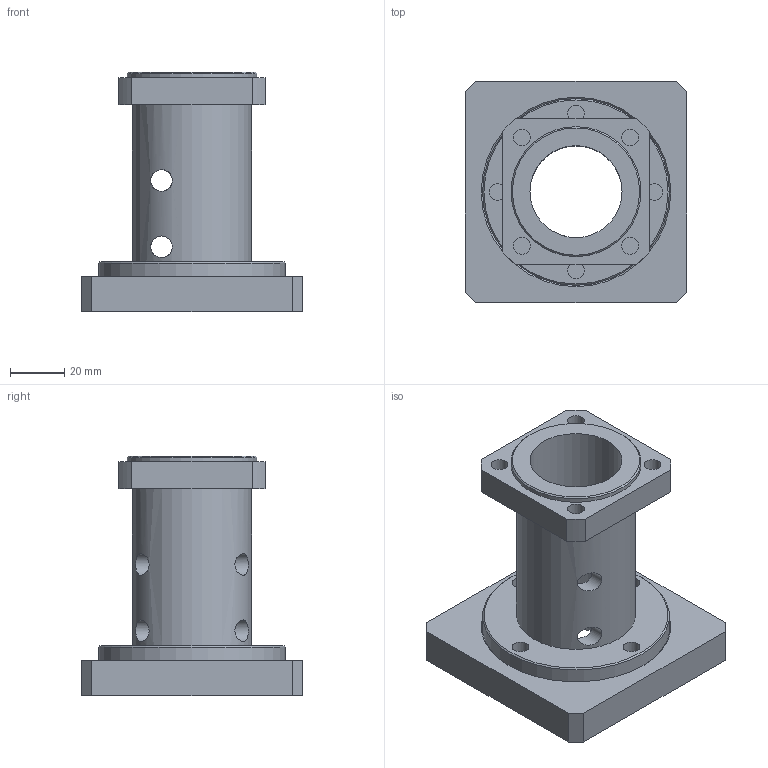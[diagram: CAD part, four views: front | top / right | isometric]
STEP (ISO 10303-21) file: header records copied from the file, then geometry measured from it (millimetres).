
FILE_DESCRIPTION(/* description */ (''),/* implementation_level */ '2;1');
FILE_NAME(/* name */ 'VK CTV145_MTV80 82 X 82 GESM14.stp',/* time_stamp */ '2015-08-27T12:16:09+01:00',/* author */ ('Hypex'),/* organization */ ('Hypex'),/* preprocessor_version */ 'ST-DEVELOPER v15.2',/* originating_system */ 'Autodesk Inventor 2014',/* authorisation */ '');
FILE_SCHEMA (('AUTOMOTIVE_DESIGN { 1 0 10303 214 3 1 1 }'));
Length unit declared in the file: millimetre
Products named in the file (1): VK CTV145_MTV80 82 X 82 GESM14
Bounding box: 82 x 82 x 88.5 mm (x, y, z)
Volume: 144202.2 mm3; surface area: 41215.8 mm2
Topology: 1 solids, 2 shells, 51 faces, 122 edges, 83 vertices
Faces by surface type: plane 24, cylinder 22, cone 5
Full cylindrical faces by diameter (mm): 6.2 x8, 8 x4, 34 x2, 44 x1, 48 x1, 69 x2
Entity records: 1673 total; most frequent: CARTESIAN_POINT 494, DIRECTION 226, ORIENTED_EDGE 178, EDGE_LOOP 102, AXIS2_PLACEMENT_3D 93, EDGE_CURVE 89, VERTEX_POINT 73, FACE_BOUND 60
